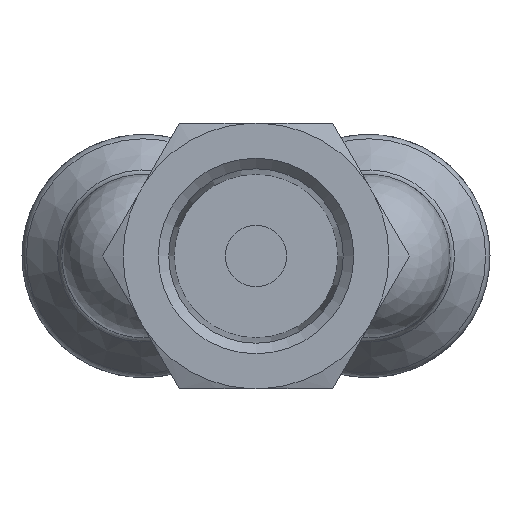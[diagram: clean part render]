
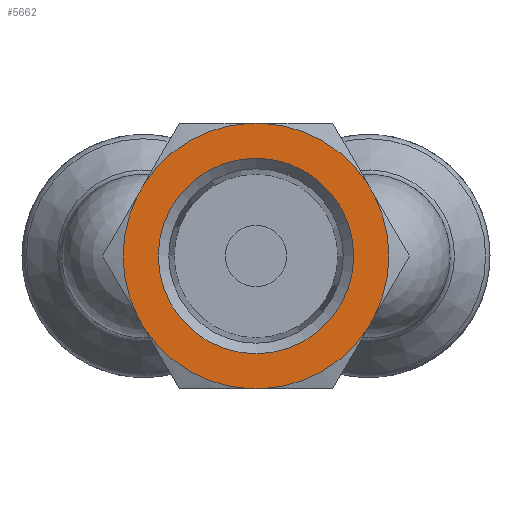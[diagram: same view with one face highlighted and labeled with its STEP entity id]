
A CAD part, front view. The second image highlights one B-rep face of the part: STEP entity #5662.
In plain terms, the highlighted face is planar.
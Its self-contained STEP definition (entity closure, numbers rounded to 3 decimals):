
#5518=CARTESIAN_POINT('',(-21.8,4.783,0.));
#5519=VERTEX_POINT('',#5518);
#5520=CARTESIAN_POINT('',(-21.8,0.,0.0));
#5521=DIRECTION('',(-1.0,0.0,0.0));
#5522=DIRECTION('',(0.0,-1.0,0.0));
#5523=AXIS2_PLACEMENT_3D('',#5520,#5521,#5522);
#5524=CIRCLE('',#5523,4.783);
#5525=EDGE_CURVE('',#5519,#5519,#5524,.T.);
#5550=CARTESIAN_POINT('',(-21.8,3.25,0.0));
#5551=DIRECTION('',(-1.0,0.0,0.0));
#5552=DIRECTION('',(0.0,0.0,1.0));
#5553=AXIS2_PLACEMENT_3D('',#5550,#5551,#5552);
#5554=PLANE('',#5553);
#5555=CARTESIAN_POINT('',(-21.8,5.764,3.017));
#5556=VERTEX_POINT('',#5555);
#5557=CARTESIAN_POINT('',(-21.8,5.764,-3.017));
#5558=VERTEX_POINT('',#5557);
#5559=CARTESIAN_POINT('',(-21.8,0.,0.0));
#5560=DIRECTION('',(-1.0,0.0,0.0));
#5561=DIRECTION('',(0.0,1.0,0.0));
#5562=AXIS2_PLACEMENT_3D('',#5559,#5560,#5561);
#5563=CIRCLE('',#5562,6.506);
#5564=EDGE_CURVE('',#5556,#5558,#5563,.T.);
#5565=ORIENTED_EDGE('',*,*,#5564,.T.);
#5566=CARTESIAN_POINT('',(-21.8,5.495,-3.483));
#5567=VERTEX_POINT('',#5566);
#5568=CARTESIAN_POINT('',(-21.8,5.495,-3.483));
#5569=DIRECTION('',(0.0,0.5,0.866));
#5570=VECTOR('',#5569,0.537);
#5571=LINE('',#5568,#5570);
#5572=EDGE_CURVE('',#5567,#5558,#5571,.T.);
#5573=ORIENTED_EDGE('',*,*,#5572,.F.);
#5574=CARTESIAN_POINT('',(-21.8,0.269,-6.5));
#5575=VERTEX_POINT('',#5574);
#5576=CARTESIAN_POINT('',(-21.8,0.,0.0));
#5577=DIRECTION('',(-1.0,0.0,0.0));
#5578=DIRECTION('',(0.0,1.0,0.0));
#5579=AXIS2_PLACEMENT_3D('',#5576,#5577,#5578);
#5580=CIRCLE('',#5579,6.506);
#5581=EDGE_CURVE('',#5567,#5575,#5580,.T.);
#5582=ORIENTED_EDGE('',*,*,#5581,.T.);
#5583=CARTESIAN_POINT('',(-21.8,-0.269,-6.5));
#5584=VERTEX_POINT('',#5583);
#5585=CARTESIAN_POINT('',(-21.8,-0.269,-6.5));
#5586=DIRECTION('',(0.0,1.0,0.0));
#5587=VECTOR('',#5586,0.537);
#5588=LINE('',#5585,#5587);
#5589=EDGE_CURVE('',#5584,#5575,#5588,.T.);
#5590=ORIENTED_EDGE('',*,*,#5589,.F.);
#5591=CARTESIAN_POINT('',(-21.8,-5.495,-3.483));
#5592=VERTEX_POINT('',#5591);
#5593=CARTESIAN_POINT('',(-21.8,0.,0.0));
#5594=DIRECTION('',(-1.0,0.0,0.0));
#5595=DIRECTION('',(0.0,1.0,0.0));
#5596=AXIS2_PLACEMENT_3D('',#5593,#5594,#5595);
#5597=CIRCLE('',#5596,6.506);
#5598=EDGE_CURVE('',#5584,#5592,#5597,.T.);
#5599=ORIENTED_EDGE('',*,*,#5598,.T.);
#5600=CARTESIAN_POINT('',(-21.8,-5.764,-3.017));
#5601=VERTEX_POINT('',#5600);
#5602=CARTESIAN_POINT('',(-21.8,-5.764,-3.017));
#5603=DIRECTION('',(0.0,0.5,-0.866));
#5604=VECTOR('',#5603,0.537);
#5605=LINE('',#5602,#5604);
#5606=EDGE_CURVE('',#5601,#5592,#5605,.T.);
#5607=ORIENTED_EDGE('',*,*,#5606,.F.);
#5608=CARTESIAN_POINT('',(-21.8,-5.764,3.017));
#5609=VERTEX_POINT('',#5608);
#5610=CARTESIAN_POINT('',(-21.8,0.,0.0));
#5611=DIRECTION('',(-1.0,0.0,0.0));
#5612=DIRECTION('',(0.0,1.0,0.0));
#5613=AXIS2_PLACEMENT_3D('',#5610,#5611,#5612);
#5614=CIRCLE('',#5613,6.506);
#5615=EDGE_CURVE('',#5601,#5609,#5614,.T.);
#5616=ORIENTED_EDGE('',*,*,#5615,.T.);
#5617=CARTESIAN_POINT('',(-21.8,-5.495,3.483));
#5618=VERTEX_POINT('',#5617);
#5619=CARTESIAN_POINT('',(-21.8,-5.495,3.483));
#5620=DIRECTION('',(0.0,-0.5,-0.866));
#5621=VECTOR('',#5620,0.537);
#5622=LINE('',#5619,#5621);
#5623=EDGE_CURVE('',#5618,#5609,#5622,.T.);
#5624=ORIENTED_EDGE('',*,*,#5623,.F.);
#5625=CARTESIAN_POINT('',(-21.8,-0.269,6.5));
#5626=VERTEX_POINT('',#5625);
#5627=CARTESIAN_POINT('',(-21.8,0.,0.0));
#5628=DIRECTION('',(-1.0,0.0,0.0));
#5629=DIRECTION('',(0.0,1.0,0.0));
#5630=AXIS2_PLACEMENT_3D('',#5627,#5628,#5629);
#5631=CIRCLE('',#5630,6.506);
#5632=EDGE_CURVE('',#5618,#5626,#5631,.T.);
#5633=ORIENTED_EDGE('',*,*,#5632,.T.);
#5634=CARTESIAN_POINT('',(-21.8,0.269,6.5));
#5635=VERTEX_POINT('',#5634);
#5636=CARTESIAN_POINT('',(-21.8,0.269,6.5));
#5637=DIRECTION('',(0.0,-1.0,0.0));
#5638=VECTOR('',#5637,0.537);
#5639=LINE('',#5636,#5638);
#5640=EDGE_CURVE('',#5635,#5626,#5639,.T.);
#5641=ORIENTED_EDGE('',*,*,#5640,.F.);
#5642=CARTESIAN_POINT('',(-21.8,5.495,3.483));
#5643=VERTEX_POINT('',#5642);
#5644=CARTESIAN_POINT('',(-21.8,0.,0.0));
#5645=DIRECTION('',(-1.0,0.0,0.0));
#5646=DIRECTION('',(0.0,1.0,0.0));
#5647=AXIS2_PLACEMENT_3D('',#5644,#5645,#5646);
#5648=CIRCLE('',#5647,6.506);
#5649=EDGE_CURVE('',#5635,#5643,#5648,.T.);
#5650=ORIENTED_EDGE('',*,*,#5649,.T.);
#5651=CARTESIAN_POINT('',(-21.8,5.764,3.017));
#5652=DIRECTION('',(0.0,-0.5,0.866));
#5653=VECTOR('',#5652,0.537);
#5654=LINE('',#5651,#5653);
#5655=EDGE_CURVE('',#5556,#5643,#5654,.T.);
#5656=ORIENTED_EDGE('',*,*,#5655,.F.);
#5657=EDGE_LOOP('',(#5565,#5573,#5582,#5590,#5599,#5607,#5616,#5624,#5633,#5641,#5650,#5656));
#5658=FACE_OUTER_BOUND('',#5657,.T.);
#5659=ORIENTED_EDGE('',*,*,#5525,.F.);
#5660=EDGE_LOOP('',(#5659));
#5661=FACE_BOUND('',#5660,.T.);
#5662=ADVANCED_FACE('',(#5658,#5661),#5554,.T.);
